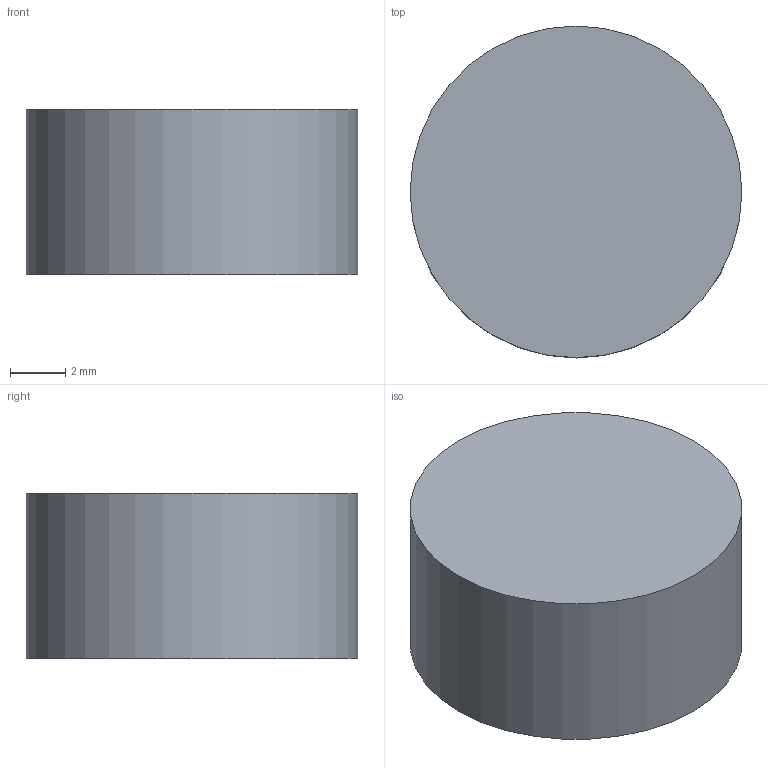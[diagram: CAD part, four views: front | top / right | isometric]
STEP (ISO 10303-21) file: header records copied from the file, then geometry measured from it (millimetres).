
FILE_DESCRIPTION(/* description */ (''),/* implementation_level */ '2;1');
FILE_NAME(/* name */ 'AAA373917_A.STP',/* time_stamp */ '2022-11-28T12:07:49+01:00',/* author */ (''),/* organization */ ('SMS'),/* preprocessor_version */ 'ST-DEVELOPER v16.7',/* originating_system */ 'SIEMENS PLM Software NX 12.0',/* authorisation */ '');
FILE_SCHEMA (('AUTOMOTIVE_DESIGN { 1 0 10303 214 3 1 1 1 }'));
Length unit declared in the file: millimetre
Products named in the file (1): AAA373917_A
Bounding box: 12 x 12 x 6 mm (x, y, z)
Volume: 678.6 mm3; surface area: 452.4 mm2
Topology: 1 solids, 1 shells, 3 faces, 4 edges, 5 vertices
Faces by surface type: plane 2, cylinder 1
Full cylindrical faces by diameter (mm): 12 x1
Entity records: 151 total; most frequent: CARTESIAN_POINT 47, DIRECTION 16, AXIS2_PLACEMENT_3D 8, STYLED_ITEM 6, PRESENTATION_STYLE_ASSIGNMENT 6, EDGE_LOOP 4, ORIENTED_EDGE 4, ADVANCED_FACE 3
